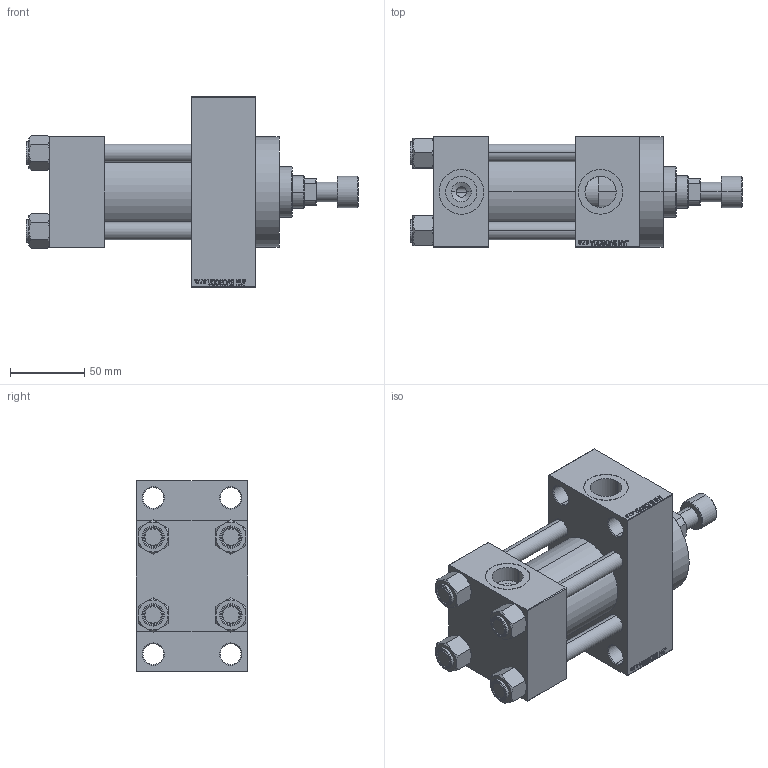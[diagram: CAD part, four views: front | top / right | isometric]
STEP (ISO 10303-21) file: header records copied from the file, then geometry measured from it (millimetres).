
FILE_DESCRIPTION (( 'STEP AP203' ), '1' );
FILE_NAME ('4ef2.STEP', '2022-09-12T08:54:34', ( '' ), ( '' ), 'SwSTEP 2.0', 'SolidWorks 2019', '' );
FILE_SCHEMA (( 'CONFIG_CONTROL_DESIGN' ));
Length unit declared in the file: millimetre
Products named in the file (7): 4ef2; V215CD_NUT_M5_D 5a00aa752c9e24eec7ff707403a58add; V215CD_D_Body 5a00aa752c9e24eec7ff707403a58add; V215CR_ROD_END_F 5a00aa752c9e24eec7ff707403a58add; V215CD_VC_A 5a00aa752c9e24eec7ff707403a58add; V215CD_D_TYCINKA 5a00aa752c9e24eec7ff707403a58add; V215CD_VCP_D 5a00aa752c9e24eec7ff707403a58add
Assembly tree (12 placements, depth 2):
  4ef2
    V215CD_D_Body 5a00aa752c9e24eec7ff707403a58add
    V215CD_VC_A 5a00aa752c9e24eec7ff707403a58add
    V215CD_VCP_D 5a00aa752c9e24eec7ff707403a58add
    V215CD_D_TYCINKA 5a00aa752c9e24eec7ff707403a58add  x4
    V215CD_NUT_M5_D 5a00aa752c9e24eec7ff707403a58add  x4
    V215CR_ROD_END_F 5a00aa752c9e24eec7ff707403a58add
Bounding box: 223 x 75 x 128 mm (x, y, z)
Volume: 803978.5 mm3; surface area: 168781.6 mm2
Topology: 12 solids, 12 shells, 1122 faces, 2787 edges, 1803 vertices
Faces by surface type: plane 502, bspline 368, cone 144, cylinder 96, torus 12
Entity records: 47812 total; most frequent: CARTESIAN_POINT 25158, ORIENTED_EDGE 5066, DIRECTION 3293, EDGE_CURVE 2533, VERTEX_POINT 1659, VECTOR 1513, LINE 1513, EDGE_LOOP 1136
